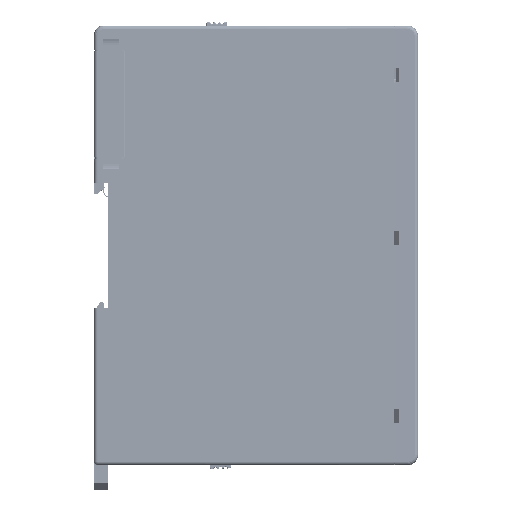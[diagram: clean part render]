
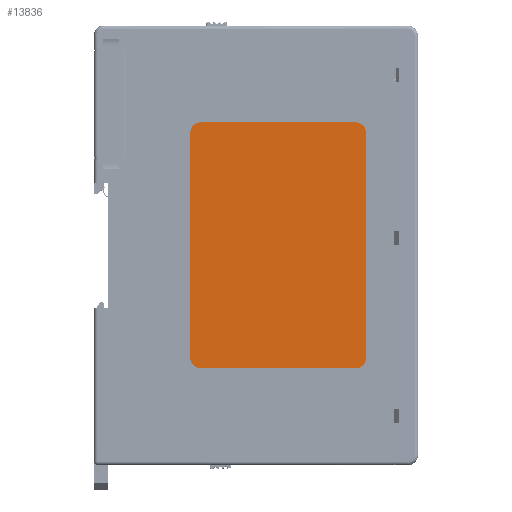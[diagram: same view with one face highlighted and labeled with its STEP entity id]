
A CAD part, top view. The second image highlights one B-rep face of the part: STEP entity #13836.
In plain terms, the highlighted planar face has unit normal (0, 0, 1).
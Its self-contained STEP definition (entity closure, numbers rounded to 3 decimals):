
#13836 = ADVANCED_FACE ( 'NONE', ( #201586 ), #276856, .F. ) ;
#13860 = CIRCLE ( 'NONE', #205294, 3. ) ;
#14036 = CIRCLE ( 'NONE', #23887, 3. ) ;
#18390 = DIRECTION ( 'NONE',  ( 0., -1., 0. ) ) ;
#23887 = AXIS2_PLACEMENT_3D ( 'NONE', #135607, #325420, #162871 ) ;
#32391 = CARTESIAN_POINT ( 'NONE',  ( 31.69, -32., 34.7 ) ) ;
#41001 = VECTOR ( 'NONE', #196723, 1000. ) ;
#48626 = CARTESIAN_POINT ( 'NONE',  ( 34.69, -32., 34.7 ) ) ;
#56462 = DIRECTION ( 'NONE',  ( 0., 0., 1. ) ) ;
#58376 = LINE ( 'NONE', #129305, #257866 ) ;
#61284 = CARTESIAN_POINT ( 'NONE',  ( -12.31, 35., 34.7 ) ) ;
#62421 = CIRCLE ( 'NONE', #79639, 3. ) ;
#62638 = DIRECTION ( 'NONE',  ( 0., 0., 1. ) ) ;
#67154 = VERTEX_POINT ( 'NONE', #61284 ) ;
#79639 = AXIS2_PLACEMENT_3D ( 'NONE', #253003, #90499, #280345 ) ;
#81557 = ORIENTED_EDGE ( 'NONE', *, *, #237527, .T. ) ;
#90499 = DIRECTION ( 'NONE',  ( 0., 0., 1. ) ) ;
#90885 = VERTEX_POINT ( 'NONE', #186695 ) ;
#91276 = ORIENTED_EDGE ( 'NONE', *, *, #329217, .T. ) ;
#96662 = CIRCLE ( 'NONE', #146552, 3. ) ;
#97129 = VECTOR ( 'NONE', #287169, 1000. ) ;
#97285 = CARTESIAN_POINT ( 'NONE',  ( 34.69, 32., 34.7 ) ) ;
#101759 = VERTEX_POINT ( 'NONE', #161104 ) ;
#106813 = VERTEX_POINT ( 'NONE', #48626 ) ;
#114950 = CARTESIAN_POINT ( 'NONE',  ( 31.69, -35., 34.7 ) ) ;
#116597 = EDGE_CURVE ( 'NONE', #190437, #67154, #58376, .T. ) ;
#125022 = EDGE_CURVE ( 'NONE', #106813, #347261, #224494, .T. ) ;
#129305 = CARTESIAN_POINT ( 'NONE',  ( 31.69, 35., 34.7 ) ) ;
#133372 = CARTESIAN_POINT ( 'NONE',  ( -12.31, -35., 34.7 ) ) ;
#135607 = CARTESIAN_POINT ( 'NONE',  ( -12.31, -32., 34.7 ) ) ;
#141538 = DIRECTION ( 'NONE',  ( 0., 1., 0. ) ) ;
#146552 = AXIS2_PLACEMENT_3D ( 'NONE', #219021, #56462, #246292 ) ;
#154795 = CARTESIAN_POINT ( 'NONE',  ( -15.31, 32., 34.7 ) ) ;
#156462 = DIRECTION ( 'NONE',  ( -1., 0., 0. ) ) ;
#160320 = EDGE_LOOP ( 'NONE', ( #189971, #236143, #251835, #200576, #81557, #180830, #226908, #91276 ) ) ;
#161104 = CARTESIAN_POINT ( 'NONE',  ( 31.69, -35., 34.7 ) ) ;
#162871 = DIRECTION ( 'NONE',  ( 0., 1., 0. ) ) ;
#178563 = EDGE_CURVE ( 'NONE', #347261, #190437, #13860, .T. ) ;
#180253 = AXIS2_PLACEMENT_3D ( 'NONE', #32391, #304148, #141538 ) ;
#180830 = ORIENTED_EDGE ( 'NONE', *, *, #186296, .T. ) ;
#181338 = CARTESIAN_POINT ( 'NONE',  ( 31.69, 35., 34.7 ) ) ;
#183718 = VERTEX_POINT ( 'NONE', #336761 ) ;
#186296 = EDGE_CURVE ( 'NONE', #183718, #90885, #202707, .T. ) ;
#186695 = CARTESIAN_POINT ( 'NONE',  ( -15.31, -32., 34.7 ) ) ;
#189971 = ORIENTED_EDGE ( 'NONE', *, *, #264841, .T. ) ;
#190437 = VERTEX_POINT ( 'NONE', #181338 ) ;
#196723 = DIRECTION ( 'NONE',  ( 1., 0., 0. ) ) ;
#200576 = ORIENTED_EDGE ( 'NONE', *, *, #116597, .T. ) ;
#201586 = FACE_OUTER_BOUND ( 'NONE', #160320, .T. ) ;
#202707 = LINE ( 'NONE', #154795, #266366 ) ;
#205294 = AXIS2_PLACEMENT_3D ( 'NONE', #225283, #62638, #252459 ) ;
#219021 = CARTESIAN_POINT ( 'NONE',  ( 31.69, -32., 34.7 ) ) ;
#224494 = LINE ( 'NONE', #97285, #97129 ) ;
#225283 = CARTESIAN_POINT ( 'NONE',  ( 31.69, 32., 34.7 ) ) ;
#226908 = ORIENTED_EDGE ( 'NONE', *, *, #293734, .T. ) ;
#236143 = ORIENTED_EDGE ( 'NONE', *, *, #125022, .T. ) ;
#237527 = EDGE_CURVE ( 'NONE', #67154, #183718, #62421, .T. ) ;
#246292 = DIRECTION ( 'NONE',  ( 0., 1., 0. ) ) ;
#251835 = ORIENTED_EDGE ( 'NONE', *, *, #178563, .T. ) ;
#252459 = DIRECTION ( 'NONE',  ( 0., 1., 0. ) ) ;
#253003 = CARTESIAN_POINT ( 'NONE',  ( -12.31, 32., 34.7 ) ) ;
#253282 = CARTESIAN_POINT ( 'NONE',  ( 34.69, 32., 34.7 ) ) ;
#257536 = LINE ( 'NONE', #114950, #41001 ) ;
#257866 = VECTOR ( 'NONE', #156462, 1000. ) ;
#264841 = EDGE_CURVE ( 'NONE', #101759, #106813, #96662, .T. ) ;
#266366 = VECTOR ( 'NONE', #18390, 1000. ) ;
#276856 = PLANE ( 'NONE',  #180253 ) ;
#280345 = DIRECTION ( 'NONE',  ( 0., 1., 0. ) ) ;
#287169 = DIRECTION ( 'NONE',  ( 0., 1., 0. ) ) ;
#293734 = EDGE_CURVE ( 'NONE', #90885, #340995, #14036, .T. ) ;
#304148 = DIRECTION ( 'NONE',  ( 0., 0., -1. ) ) ;
#325420 = DIRECTION ( 'NONE',  ( 0., 0., 1. ) ) ;
#329217 = EDGE_CURVE ( 'NONE', #340995, #101759, #257536, .T. ) ;
#336761 = CARTESIAN_POINT ( 'NONE',  ( -15.31, 32., 34.7 ) ) ;
#340995 = VERTEX_POINT ( 'NONE', #133372 ) ;
#347261 = VERTEX_POINT ( 'NONE', #253282 ) ;
